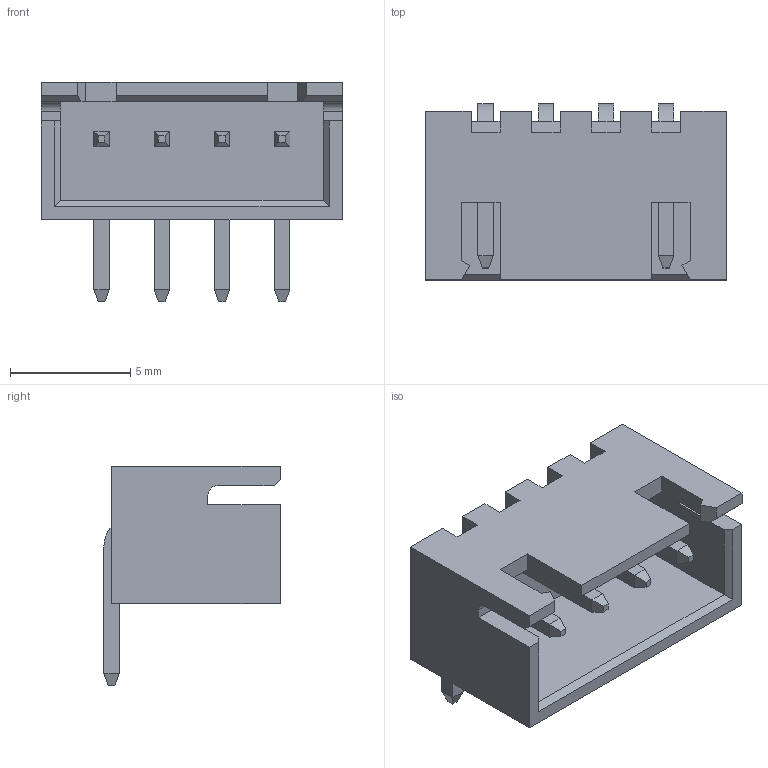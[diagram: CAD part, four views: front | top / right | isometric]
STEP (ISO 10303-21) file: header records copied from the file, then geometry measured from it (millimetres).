
FILE_DESCRIPTION (( 'STEP AP214' ), '1' );
FILE_NAME ('CONN-TH_4P-P2.50_DEALON_XH-W-4A.STEP', '2023-03-13T06:30:08', ( 'PC' ), ( 'Microsoft' ), 'SwSTEP 2.0', 'SolidWorks 2020', '' );
FILE_SCHEMA (( 'AUTOMOTIVE_DESIGN' ));
Length unit declared in the file: millimetre
Products named in the file (1): CONN-TH_4P-P2.50_DEALON_XH-W-4A
Bounding box: 12.51 x 7.32 x 9.1 mm (x, y, z)
Volume: 265.8 mm3; surface area: 659.3 mm2
Topology: 1 solids, 1 shells, 366 faces, 977 edges, 640 vertices
Faces by surface type: plane 256, bspline 98, cylinder 12
Entity records: 15805 total; most frequent: CARTESIAN_POINT 3290, ORIENTED_EDGE 1954, DIRECTION 1339, EDGE_CURVE 977, LINE 753, VECTOR 753, VERTEX_POINT 640, EDGE_LOOP 393
